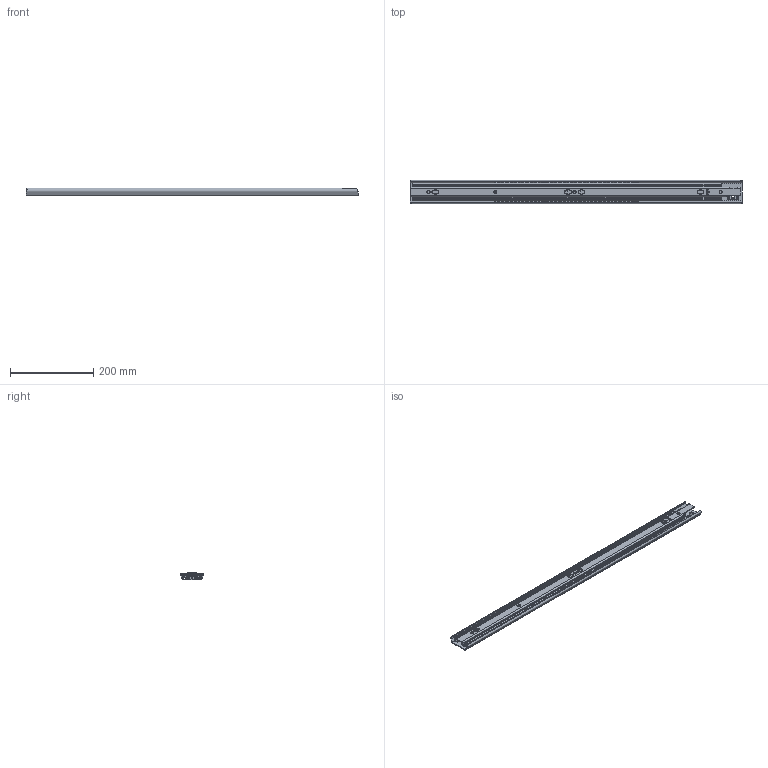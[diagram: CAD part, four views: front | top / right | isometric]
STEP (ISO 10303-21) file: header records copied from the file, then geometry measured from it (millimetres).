
FILE_DESCRIPTION(/* description */ ('ULFHD-F- 800/800mm (18.5) Zinc-Magnesium'),/* implementation_level */ '2;1');
FILE_NAME(/* name */ 'M12-AC1_00_closed.stp',/* time_stamp */ '2025-09-08T14:30:12+02:00',/* author */ ('l.hoffmann'),/* organization */ (''),/* preprocessor_version */ 'ST-DEVELOPER v20',/* originating_system */ 'Autodesk Inventor 2022',/* authorisation */ '');
FILE_SCHEMA (('AUTOMOTIVE_DESIGN { 1 0 10303 214 3 1 1 }'));
Products named in the file (14): M12-M32; 511-M12-M32-HMB; 511-M12-M32-HMB_1; E000175060; E000175057; E000175056; 512-M12-M32-UM2; 512-M12-M32-UM2_1; E000175069; E000175047; E000175067; E000175066; 514-M12-M32-MB3; 514-M12-M32-MB3_1
Assembly tree (55 placements, depth 3):
  M12-M32
    511-M12-M32-HMB
      511-M12-M32-HMB_1
    E000175060
      E000175047
      E000175057
      E000175056  x22
    512-M12-M32-UM2
      512-M12-M32-UM2_1
    E000175069
      E000175047
      E000175067
      E000175066  x21
    514-M12-M32-MB3
      514-M12-M32-MB3_1
Bounding box: 800 x 55.79 x 18.55 mm (x, y, z)
Volume: 283422.5 mm3; surface area: 382214.4 mm2
Topology: 91 solids, 91 shells, 2256 faces, 6748 edges, 4487 vertices
Faces by surface type: plane 1086, cylinder 1024, sphere 86, cone 60
Full cylindrical faces by diameter (mm): 5.56 x42, 6.35 x44, 8 x3, 11 x3
Entity records: 77287 total; most frequent: CARTESIAN_POINT 15500, ORIENTED_EDGE 12988, DIRECTION 12984, EDGE_CURVE 6494, AXIS2_PLACEMENT_3D 4502, VERTEX_POINT 4323, LINE 3980, VECTOR 3980
